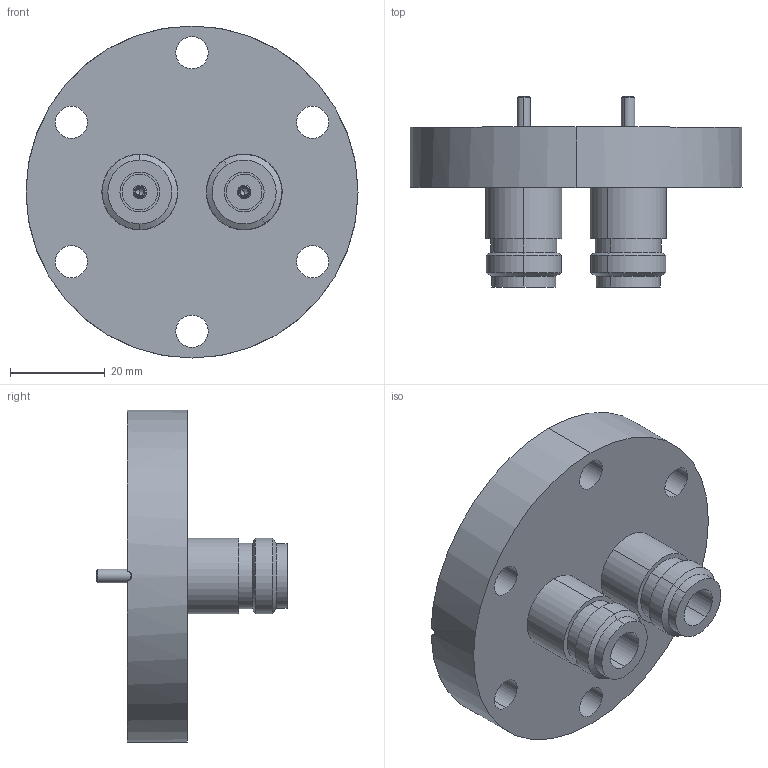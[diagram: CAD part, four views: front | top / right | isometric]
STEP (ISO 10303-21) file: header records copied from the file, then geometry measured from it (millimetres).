
FILE_DESCRIPTION (( 'STEP AP214' ), '1' );
FILE_NAME ('242-N50-C40-2.step', '2025-02-18T20:48:59', ( '' ), ( '' ), 'SwSTEP 2.0', 'SolidWorks 2022', '' );
FILE_SCHEMA (( 'AUTOMOTIVE_DESIGN' ));
Length unit declared in the file: millimetre
Products named in the file (7): 242-N50-C40-2; 9242-N50-PIN; 9411-C40-16-2_411-CB40-16-2; 242-N50; 9242-N50-HSG; 9242-N50; 9242-N50-CER
Assembly tree (7 placements, depth 4):
  242-N50-C40-2
    9411-C40-16-2_411-CB40-16-2
    242-N50  x2
      9242-N50
        9242-N50-HSG
        9242-N50-CER
        9242-N50-PIN
Bounding box: 70 x 40.1 x 70 mm (x, y, z)
Volume: 45831.6 mm3; surface area: 20720.7 mm2
Topology: 7 solids, 7 shells, 136 faces, 296 edges, 178 vertices
Faces by surface type: cylinder 74, cone 36, plane 24, torus 2
Entity records: 2702 total; most frequent: DIRECTION 486, CARTESIAN_POINT 460, ORIENTED_EDGE 372, AXIS2_PLACEMENT_3D 208, EDGE_CURVE 186, VERTEX_POINT 116, CIRCLE 112, EDGE_LOOP 110
